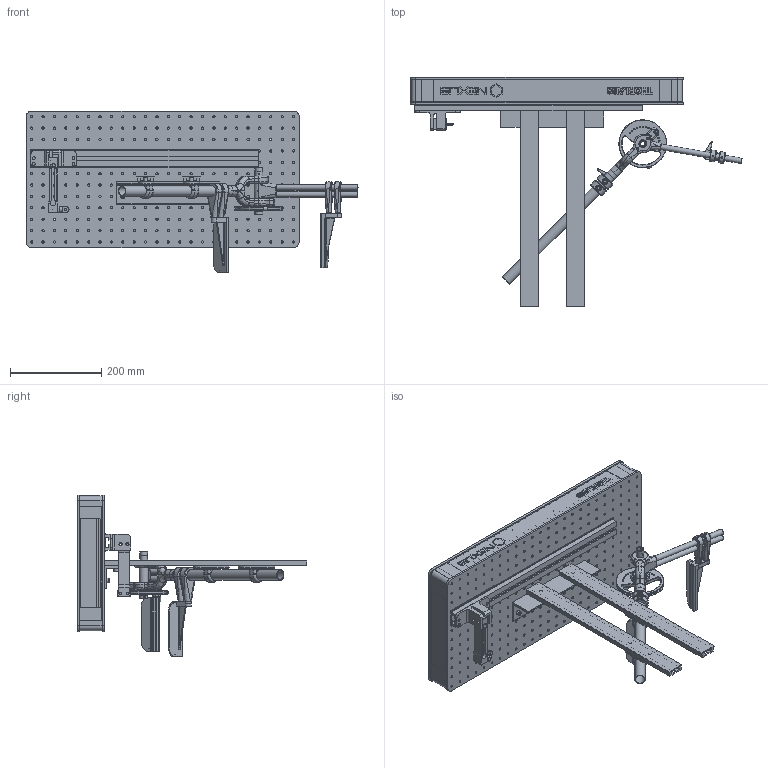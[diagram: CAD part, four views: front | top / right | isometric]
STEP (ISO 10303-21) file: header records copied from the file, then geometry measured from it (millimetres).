
FILE_DESCRIPTION(/* description */ (''),/* implementation_level */ '2;1');
FILE_NAME(/* name */ 'Rig Assy.stp',/* time_stamp */ '2024-09-04T12:20:23+01:00',/* author */ ('jamie'),/* organization */ (''),/* preprocessor_version */ 'ST-DEVELOPER v20',/* originating_system */ 'Autodesk Inventor 2024',/* authorisation */ '');
FILE_SCHEMA (('AUTOMOTIVE_DESIGN { 1 0 10303 214 3 1 1 }'));
Products named in the file (43): Rig Assy; Elbow 1; Elbow 1_1; Elbow 2; Load Cell; Load Cell Adaptor; B3060A-Step; 107559 - Breadboard Base Skin 300 x 600; 107500 - Side Panel 300 x 60mm Breadboard; C Section^107500 - Side Panel 300 x 60mm Breadboard; Sealing Strip^107500 - Side Panel 300 x 60mm Breadboard; End Cap^107500 - Side Panel 300 x 60mm Breadboard; 107502 - Side Panel 600 x 60mm Breadboard; C Section^107502 - Side Panel 600 x 60mm Breadboard; Sealing Strip^107502 - Side Panel 600 x 60mm Breadboard; End Cap^107502 - Side Panel 600 x 60mm Breadboard; 107400 - Breadboard Top Skin_107400-02; 107440 - Printed Desktop 49mm Width_107440-01 - 600mm Breadboard; 107461 - Desktop Roll Cut to 49mm_METRIC - 900mm Breadboard; 107435 - Corner Angle 60mm Breadboard; FE0053 - 50mm Width Core_METRIC - 600mm Breadboard; 107461 - Desktop Roll Cut to 49mm_METRIC - 300mm Breadboard; BS 4168 - M6 x 16; Top Hat Closed; Load Cell Holder; End Cap Double New; End Cap Double New Mirror; T-Track; Bearing18307; Dowel; Bearing Top hat; Bearing Top hat_1; Dowel_1; Humerus; 45deg Humerus; T-Track_1; Steel Angle; BS 4168 - M8 x 16; ASME/ANSI B18.3.5M - M8x16(2); ANSI B18.3.1M - M6x1 x 12, BSHCSM ...
Assembly tree (73 placements, depth 4):
  Rig Assy
    Elbow 1
    Elbow 1_1
    Elbow 2
    Dowel_1  x2
    Load Cell
    Load Cell Adaptor
    BS 4168 - M6 x 16  x3
    B3060A-Step
      107559 - Breadboard Base Skin 300 x 600
      107500 - Side Panel 300 x 60mm Breadboard  x2
        C Section^107500 - Side Panel 300 x 60mm Breadboard
        Sealing Strip^107500 - Side Panel 300 x 60mm Breadboard
        End Cap^107500 - Side Panel 300 x 60mm Breadboard
      107502 - Side Panel 600 x 60mm Breadboard  x2
        C Section^107502 - Side Panel 600 x 60mm Breadboard
        Sealing Strip^107502 - Side Panel 600 x 60mm Breadboard
        End Cap^107502 - Side Panel 600 x 60mm Breadboard
      FE0053 - 50mm Width Core_METRIC - 600mm Breadboard  x10
      107400 - Breadboard Top Skin_107400-02
      107440 - Printed Desktop 49mm Width_107440-01 - 600mm Breadboard  x2
        107461 - Desktop Roll Cut to 49mm_METRIC - 900mm Breadboard
      107435 - Corner Angle 60mm Breadboard  x4
      107461 - Desktop Roll Cut to 49mm_METRIC - 300mm Breadboard  x2
    Top Hat Closed
    Load Cell Holder
    End Cap Double New
    End Cap Double New Mirror
    T-Track
    Bearing18307  x2
    Dowel
    Bearing Top hat
    Bearing Top hat_1
    Humerus
    45deg Humerus  x2
    T-Track_1  x2
    Steel Angle
    BS 4168 - M8 x 16  x2
    ASME/ANSI B18.3.5M - M8x16(2)  x4
    ANSI B18.3.1M - M6x1 x 12, BSHCSM  x2
    Extender  x2
    Extender_1  x2
    Hall Sensor Adaptor
Bounding box: 728.92 x 504 x 355.5 mm (x, y, z)
Volume: 3347155.3 mm3; surface area: 3361405.7 mm2
Topology: 85 solids, 85 shells, 3848 faces, 10379 edges, 6773 vertices
Faces by surface type: plane 2404, cylinder 987, bspline 310, torus 87, cone 58, sphere 2
Full cylindrical faces by diameter (mm): 2.5 x7, 3 x16, 4 x10, 4.917 x4, 5 x295, 5.7 x4, 6 x7, 6.5 x18, 7 x12, 8 x6, 8.5 x6, 10 x66, 12 x4, 12.2 x9, 12.5 x1, 13 x3, 15 x2, 15.6 x4, 17 x2, 17.5 x1, 18 x3, 20 x1, 22.5 x3, 23 x2, 28 x2, 30 x2, 30.25 x2
Entity records: 75606 total; most frequent: CARTESIAN_POINT 20729, ORIENTED_EDGE 11188, DIRECTION 10332, EDGE_CURVE 5594, VERTEX_POINT 3640, AXIS2_PLACEMENT_3D 3578, LINE 3176, VECTOR 3176
